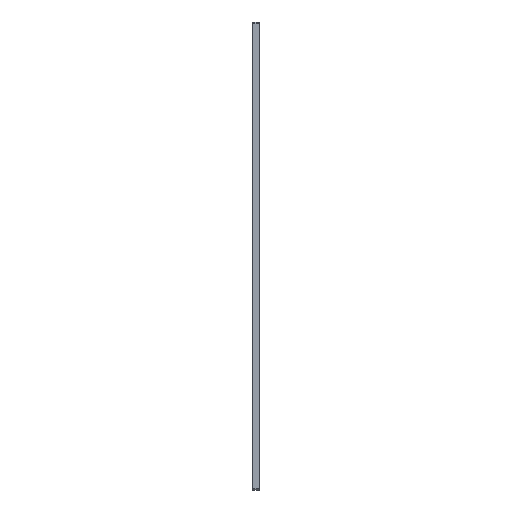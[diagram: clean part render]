
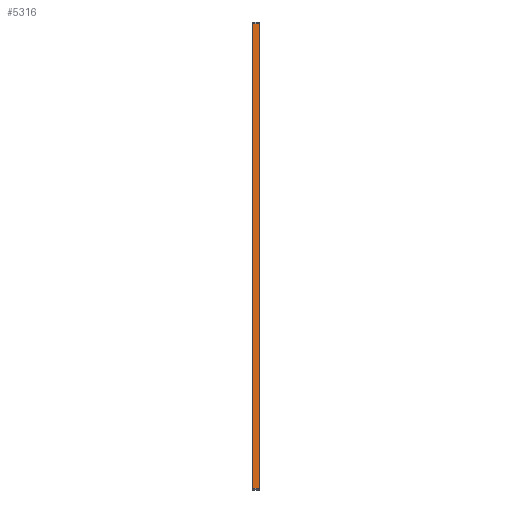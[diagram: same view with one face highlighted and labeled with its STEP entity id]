
A CAD part, left-side view. The second image highlights one B-rep face of the part: STEP entity #5316.
In plain terms, the highlighted planar face has unit normal (-1, 0, 0).
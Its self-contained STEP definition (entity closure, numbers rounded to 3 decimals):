
#121 = EDGE_LOOP ( 'NONE', ( #1305, #3628, #4970, #1400 ) ) ;
#376 = CARTESIAN_POINT ( 'NONE',  ( -210., 6., 208.5 ) ) ;
#662 = DIRECTION ( 'NONE',  ( 0., 0., 1. ) ) ;
#857 = DIRECTION ( 'NONE',  ( 1., 0., 0. ) ) ;
#927 = CARTESIAN_POINT ( 'NONE',  ( -210., 6., -208.5 ) ) ;
#950 = AXIS2_PLACEMENT_3D ( 'NONE', #6240, #857, #3266 ) ;
#1197 = VERTEX_POINT ( 'NONE', #2319 ) ;
#1305 = ORIENTED_EDGE ( 'NONE', *, *, #7499, .F. ) ;
#1400 = ORIENTED_EDGE ( 'NONE', *, *, #2679, .T. ) ;
#1518 = DIRECTION ( 'NONE',  ( 0., 0., 1. ) ) ;
#1696 = EDGE_CURVE ( 'NONE', #1197, #4653, #2357, .T. ) ;
#1941 = VERTEX_POINT ( 'NONE', #5166 ) ;
#2319 = CARTESIAN_POINT ( 'NONE',  ( -210., 0., -208.5 ) ) ;
#2357 = LINE ( 'NONE', #2913, #4289 ) ;
#2511 = VECTOR ( 'NONE', #4628, 1000. ) ;
#2679 = EDGE_CURVE ( 'NONE', #4653, #1941, #5141, .T. ) ;
#2706 = FACE_OUTER_BOUND ( 'NONE', #121, .T. ) ;
#2743 = EDGE_CURVE ( 'NONE', #5198, #1197, #6317, .T. ) ;
#2913 = CARTESIAN_POINT ( 'NONE',  ( -210., 0., 210. ) ) ;
#3266 = DIRECTION ( 'NONE',  ( 0., 0., -1. ) ) ;
#3292 = LINE ( 'NONE', #3769, #5600 ) ;
#3331 = DIRECTION ( 'NONE',  ( 0., -1., 0. ) ) ;
#3515 = VECTOR ( 'NONE', #3331, 1000. ) ;
#3628 = ORIENTED_EDGE ( 'NONE', *, *, #2743, .T. ) ;
#3769 = CARTESIAN_POINT ( 'NONE',  ( -210., 6., 210. ) ) ;
#4289 = VECTOR ( 'NONE', #662, 1000. ) ;
#4431 = PLANE ( 'NONE',  #950 ) ;
#4628 = DIRECTION ( 'NONE',  ( 0., 1., 0. ) ) ;
#4653 = VERTEX_POINT ( 'NONE', #7607 ) ;
#4970 = ORIENTED_EDGE ( 'NONE', *, *, #1696, .T. ) ;
#5141 = LINE ( 'NONE', #376, #2511 ) ;
#5166 = CARTESIAN_POINT ( 'NONE',  ( -210., 6., 208.5 ) ) ;
#5198 = VERTEX_POINT ( 'NONE', #5930 ) ;
#5316 = ADVANCED_FACE ( 'NONE', ( #2706 ), #4431, .F. ) ;
#5600 = VECTOR ( 'NONE', #1518, 1000. ) ;
#5930 = CARTESIAN_POINT ( 'NONE',  ( -210., 6., -208.5 ) ) ;
#6240 = CARTESIAN_POINT ( 'NONE',  ( -210., 6., 210. ) ) ;
#6317 = LINE ( 'NONE', #927, #3515 ) ;
#7499 = EDGE_CURVE ( 'NONE', #5198, #1941, #3292, .T. ) ;
#7607 = CARTESIAN_POINT ( 'NONE',  ( -210., 0., 208.5 ) ) ;
